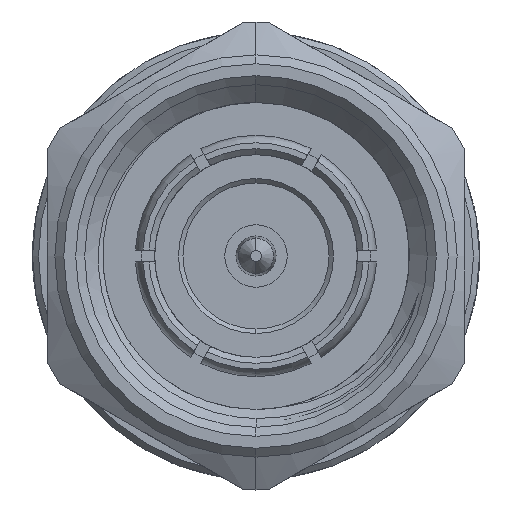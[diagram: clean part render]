
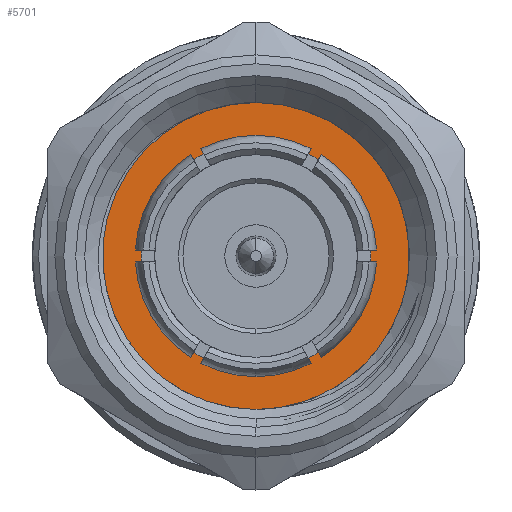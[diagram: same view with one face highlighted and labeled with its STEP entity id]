
A CAD part, left-side view. The second image highlights one B-rep face of the part: STEP entity #5701.
In plain terms, the highlighted planar face has unit normal (-1, 0, 0).
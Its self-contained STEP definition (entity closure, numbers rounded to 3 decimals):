
#99 = DIRECTION ( 'NONE',  ( 0., 0., -1. ) ) ;
#548 = AXIS2_PLACEMENT_3D ( 'NONE', #5477, #15411, #556 ) ;
#556 = DIRECTION ( 'NONE',  ( 0., 0., -1. ) ) ;
#725 = CARTESIAN_POINT ( 'NONE',  ( 5.141, 0., 0. ) ) ;
#1813 = EDGE_CURVE ( 'NONE', #11715, #9837, #12330, .T. ) ;
#2186 = FACE_OUTER_BOUND ( 'NONE', #3325, .T. ) ;
#2459 = EDGE_CURVE ( 'NONE', #9837, #11715, #5880, .T. ) ;
#2558 = CIRCLE ( 'NONE', #4619, 3.85 ) ;
#2702 = DIRECTION ( 'NONE',  ( -1., 0., 0. ) ) ;
#3269 = ORIENTED_EDGE ( 'NONE', *, *, #2459, .F. ) ;
#3284 = AXIS2_PLACEMENT_3D ( 'NONE', #725, #4210, #6764 ) ;
#3297 = VERTEX_POINT ( 'NONE', #13082 ) ;
#3325 = EDGE_LOOP ( 'NONE', ( #12192, #3269 ) ) ;
#3665 = ORIENTED_EDGE ( 'NONE', *, *, #3672, .T. ) ;
#3672 = EDGE_CURVE ( 'NONE', #3297, #12277, #2558, .T. ) ;
#3743 = AXIS2_PLACEMENT_3D ( 'NONE', #10180, #2702, #15138 ) ;
#4210 = DIRECTION ( 'NONE',  ( 1., 0., 0. ) ) ;
#4619 = AXIS2_PLACEMENT_3D ( 'NONE', #6207, #6267, #99 ) ;
#5097 = CARTESIAN_POINT ( 'NONE',  ( 5.141, 0., -5.4 ) ) ;
#5477 = CARTESIAN_POINT ( 'NONE',  ( 5.141, 0., 0. ) ) ;
#5701 = ADVANCED_FACE ( 'NONE', ( #2186, #9594 ), #11387, .T. ) ;
#5880 = CIRCLE ( 'NONE', #3284, 5.4 ) ;
#5986 = CIRCLE ( 'NONE', #548, 3.85 ) ;
#6207 = CARTESIAN_POINT ( 'NONE',  ( 5.141, 0., 0. ) ) ;
#6267 = DIRECTION ( 'NONE',  ( 1., 0., 0. ) ) ;
#6764 = DIRECTION ( 'NONE',  ( 0., 0., -1. ) ) ;
#7017 = CARTESIAN_POINT ( 'NONE',  ( 5.141, 0., 3.85 ) ) ;
#7209 = ORIENTED_EDGE ( 'NONE', *, *, #14009, .T. ) ;
#9594 = FACE_BOUND ( 'NONE', #15505, .T. ) ;
#9837 = VERTEX_POINT ( 'NONE', #12696 ) ;
#10180 = CARTESIAN_POINT ( 'NONE',  ( 5.141, 0., 0. ) ) ;
#10371 = CARTESIAN_POINT ( 'NONE',  ( 5.141, 0., 0. ) ) ;
#11387 = PLANE ( 'NONE',  #3743 ) ;
#11715 = VERTEX_POINT ( 'NONE', #5097 ) ;
#11848 = DIRECTION ( 'NONE',  ( 1., 0., 0. ) ) ;
#12192 = ORIENTED_EDGE ( 'NONE', *, *, #1813, .F. ) ;
#12277 = VERTEX_POINT ( 'NONE', #7017 ) ;
#12330 = CIRCLE ( 'NONE', #15036, 5.4 ) ;
#12696 = CARTESIAN_POINT ( 'NONE',  ( 5.141, 0., 5.4 ) ) ;
#13082 = CARTESIAN_POINT ( 'NONE',  ( 5.141, 0., -3.85 ) ) ;
#14009 = EDGE_CURVE ( 'NONE', #12277, #3297, #5986, .T. ) ;
#15036 = AXIS2_PLACEMENT_3D ( 'NONE', #10371, #11848, #15421 ) ;
#15138 = DIRECTION ( 'NONE',  ( 0., 0., 1. ) ) ;
#15411 = DIRECTION ( 'NONE',  ( 1., 0., 0. ) ) ;
#15421 = DIRECTION ( 'NONE',  ( 0., 0., -1. ) ) ;
#15505 = EDGE_LOOP ( 'NONE', ( #3665, #7209 ) ) ;
